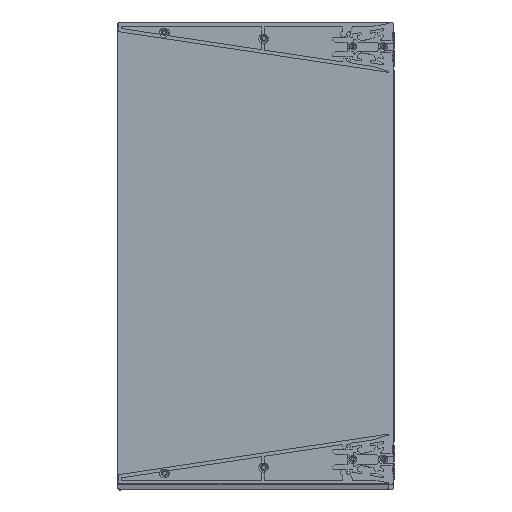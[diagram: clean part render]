
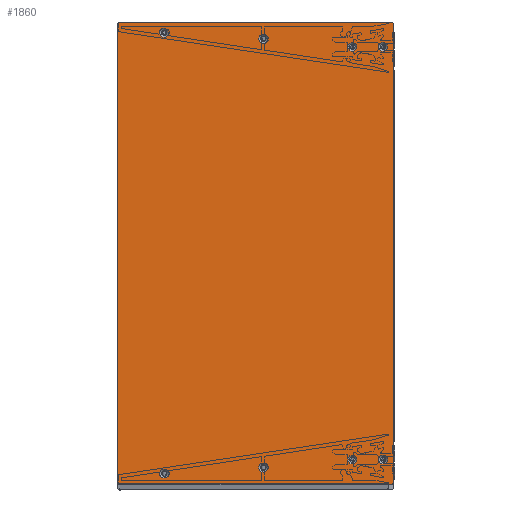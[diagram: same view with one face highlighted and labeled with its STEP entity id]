
A CAD part, top view. The second image highlights one B-rep face of the part: STEP entity #1860.
In plain terms, the highlighted planar face has unit normal (0, 0, 1).
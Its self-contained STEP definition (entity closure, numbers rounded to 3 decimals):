
#1860=ADVANCED_FACE('',(#4809,#4810,#4811,#4812,#4813,#4814,#4815,#4816,#4817),#4818,.T.);
#4809=FACE_BOUND('',#7985,.T.);
#4810=FACE_BOUND('',#7986,.T.);
#4811=FACE_BOUND('',#7987,.T.);
#4812=FACE_BOUND('',#7988,.T.);
#4813=FACE_BOUND('',#7989,.T.);
#4814=FACE_BOUND('',#7990,.T.);
#4815=FACE_BOUND('',#7991,.T.);
#4816=FACE_BOUND('',#7992,.T.);
#4817=FACE_OUTER_BOUND('',#7993,.T.);
#4818=PLANE('',#7994);
#7985=EDGE_LOOP('',(#19769,#19770));
#7986=EDGE_LOOP('',(#19771,#19772));
#7987=EDGE_LOOP('',(#19773,#19774));
#7988=EDGE_LOOP('',(#19775,#19776));
#7989=EDGE_LOOP('',(#19777,#19778));
#7990=EDGE_LOOP('',(#19779,#19780));
#7991=EDGE_LOOP('',(#19781,#19782));
#7992=EDGE_LOOP('',(#19783,#19784));
#7993=EDGE_LOOP('',(#19785,#19786,#19787,#19788,#19789,#19790,#19791,#19792));
#7994=AXIS2_PLACEMENT_3D('',#19793,#19794,#19795);
#19769=ORIENTED_EDGE('',*,*,#24002,.F.);
#19770=ORIENTED_EDGE('',*,*,#24097,.F.);
#19771=ORIENTED_EDGE('',*,*,#24011,.F.);
#19772=ORIENTED_EDGE('',*,*,#24098,.F.);
#19773=ORIENTED_EDGE('',*,*,#24020,.F.);
#19774=ORIENTED_EDGE('',*,*,#24099,.F.);
#19775=ORIENTED_EDGE('',*,*,#24029,.F.);
#19776=ORIENTED_EDGE('',*,*,#24100,.F.);
#19777=ORIENTED_EDGE('',*,*,#24038,.F.);
#19778=ORIENTED_EDGE('',*,*,#24101,.F.);
#19779=ORIENTED_EDGE('',*,*,#24047,.F.);
#19780=ORIENTED_EDGE('',*,*,#24102,.F.);
#19781=ORIENTED_EDGE('',*,*,#24056,.F.);
#19782=ORIENTED_EDGE('',*,*,#24103,.F.);
#19783=ORIENTED_EDGE('',*,*,#24065,.F.);
#19784=ORIENTED_EDGE('',*,*,#24104,.F.);
#19785=ORIENTED_EDGE('',*,*,#24075,.F.);
#19786=ORIENTED_EDGE('',*,*,#24096,.F.);
#19787=ORIENTED_EDGE('',*,*,#24093,.F.);
#19788=ORIENTED_EDGE('',*,*,#24090,.F.);
#19789=ORIENTED_EDGE('',*,*,#24087,.F.);
#19790=ORIENTED_EDGE('',*,*,#24084,.F.);
#19791=ORIENTED_EDGE('',*,*,#24081,.F.);
#19792=ORIENTED_EDGE('',*,*,#24078,.F.);
#19793=CARTESIAN_POINT('',(83.477,7.942,2.0));
#19794=DIRECTION('',(0.0,0.,1.0));
#19795=DIRECTION('',(0.0,1.0,0.));
#24002=EDGE_CURVE('',#30378,#30381,#30382,.T.);
#24011=EDGE_CURVE('',#30395,#30398,#30399,.T.);
#24020=EDGE_CURVE('',#30412,#30415,#30416,.T.);
#24029=EDGE_CURVE('',#30429,#30432,#30433,.T.);
#24038=EDGE_CURVE('',#30446,#30449,#30450,.T.);
#24047=EDGE_CURVE('',#30463,#30466,#30467,.T.);
#24056=EDGE_CURVE('',#30480,#30483,#30484,.T.);
#24065=EDGE_CURVE('',#30497,#30500,#30501,.T.);
#24075=EDGE_CURVE('',#30517,#30519,#30520,.T.);
#24078=EDGE_CURVE('',#30519,#30524,#30525,.T.);
#24081=EDGE_CURVE('',#30524,#30529,#30530,.T.);
#24084=EDGE_CURVE('',#30529,#30534,#30535,.T.);
#24087=EDGE_CURVE('',#30534,#30539,#30540,.T.);
#24090=EDGE_CURVE('',#30539,#30544,#30545,.T.);
#24093=EDGE_CURVE('',#30544,#30549,#30550,.T.);
#24096=EDGE_CURVE('',#30549,#30517,#30553,.T.);
#24097=EDGE_CURVE('',#30381,#30378,#30554,.T.);
#24098=EDGE_CURVE('',#30398,#30395,#30555,.T.);
#24099=EDGE_CURVE('',#30415,#30412,#30556,.T.);
#24100=EDGE_CURVE('',#30432,#30429,#30557,.T.);
#24101=EDGE_CURVE('',#30449,#30446,#30558,.T.);
#24102=EDGE_CURVE('',#30466,#30463,#30559,.T.);
#24103=EDGE_CURVE('',#30483,#30480,#30560,.T.);
#24104=EDGE_CURVE('',#30500,#30497,#30561,.T.);
#30378=VERTEX_POINT('',#39336);
#30381=VERTEX_POINT('',#39340);
#30382=CIRCLE('',#39341,2.9);
#30395=VERTEX_POINT('',#39357);
#30398=VERTEX_POINT('',#39361);
#30399=CIRCLE('',#39362,2.9);
#30412=VERTEX_POINT('',#39378);
#30415=VERTEX_POINT('',#39382);
#30416=CIRCLE('',#39383,2.9);
#30429=VERTEX_POINT('',#39399);
#30432=VERTEX_POINT('',#39403);
#30433=CIRCLE('',#39404,2.9);
#30446=VERTEX_POINT('',#39420);
#30449=VERTEX_POINT('',#39424);
#30450=CIRCLE('',#39425,2.9);
#30463=VERTEX_POINT('',#39441);
#30466=VERTEX_POINT('',#39445);
#30467=CIRCLE('',#39446,2.9);
#30480=VERTEX_POINT('',#39462);
#30483=VERTEX_POINT('',#39466);
#30484=CIRCLE('',#39467,2.9);
#30497=VERTEX_POINT('',#39483);
#30500=VERTEX_POINT('',#39487);
#30501=CIRCLE('',#39488,2.9);
#30517=VERTEX_POINT('',#39507);
#30519=VERTEX_POINT('',#39510);
#30520=CIRCLE('',#39511,1.0);
#30524=VERTEX_POINT('',#39517);
#30525=LINE('',#39518,#39519);
#30529=VERTEX_POINT('',#39524);
#30530=CIRCLE('',#39525,1.0);
#30534=VERTEX_POINT('',#39531);
#30535=LINE('',#39532,#39533);
#30539=VERTEX_POINT('',#39538);
#30540=CIRCLE('',#39539,1.5);
#30544=VERTEX_POINT('',#39545);
#30545=LINE('',#39546,#39547);
#30549=VERTEX_POINT('',#39552);
#30550=CIRCLE('',#39553,1.5);
#30553=LINE('',#39558,#39559);
#30554=CIRCLE('',#39560,2.9);
#30555=CIRCLE('',#39561,2.9);
#30556=CIRCLE('',#39562,2.9);
#30557=CIRCLE('',#39563,2.9);
#30558=CIRCLE('',#39564,2.9);
#30559=CIRCLE('',#39565,2.9);
#30560=CIRCLE('',#39566,2.9);
#30561=CIRCLE('',#39567,2.9);
#39336=CARTESIAN_POINT('',(-64.523,-1.014,2.0));
#39340=CARTESIAN_POINT('',(-64.523,4.786,2.0));
#39341=AXIS2_PLACEMENT_3D('',#46167,#46168,#46169);
#39357=CARTESIAN_POINT('',(0.,-4.9,2.0));
#39361=CARTESIAN_POINT('',(0.,0.9,2.0));
#39362=AXIS2_PLACEMENT_3D('',#46186,#46187,#46188);
#39378=CARTESIAN_POINT('',(57.973,-10.121,2.0));
#39382=CARTESIAN_POINT('',(57.973,-4.321,2.0));
#39383=AXIS2_PLACEMENT_3D('',#46205,#46206,#46207);
#39399=CARTESIAN_POINT('',(77.973,-10.121,2.0));
#39403=CARTESIAN_POINT('',(77.973,-4.321,2.0));
#39404=AXIS2_PLACEMENT_3D('',#46224,#46225,#46226);
#39420=CARTESIAN_POINT('',(77.973,-278.794,2.0));
#39424=CARTESIAN_POINT('',(77.973,-272.994,2.0));
#39425=AXIS2_PLACEMENT_3D('',#46243,#46244,#46245);
#39441=CARTESIAN_POINT('',(57.973,-278.794,2.0));
#39445=CARTESIAN_POINT('',(57.973,-272.994,2.0));
#39446=AXIS2_PLACEMENT_3D('',#46262,#46263,#46264);
#39462=CARTESIAN_POINT('',(0.,-284.015,2.0));
#39466=CARTESIAN_POINT('',(0.,-278.215,2.0));
#39467=AXIS2_PLACEMENT_3D('',#46281,#46282,#46283);
#39483=CARTESIAN_POINT('',(-64.523,-287.901,2.0));
#39487=CARTESIAN_POINT('',(-64.523,-282.101,2.0));
#39488=AXIS2_PLACEMENT_3D('',#46300,#46301,#46302);
#39507=CARTESIAN_POINT('',(83.477,8.942,2.0));
#39510=CARTESIAN_POINT('',(84.477,7.942,2.0));
#39511=AXIS2_PLACEMENT_3D('',#46322,#46323,#46324);
#39517=CARTESIAN_POINT('',(84.477,-291.058,2.0));
#39518=CARTESIAN_POINT('',(84.477,8.942,2.0));
#39519=VECTOR('',#46327,1000.0);
#39524=CARTESIAN_POINT('',(83.477,-292.058,2.0));
#39525=AXIS2_PLACEMENT_3D('',#46332,#46333,#46334);
#39531=CARTESIAN_POINT('',(-93.523,-292.058,2.0));
#39532=CARTESIAN_POINT('',(84.477,-292.058,2.0));
#39533=VECTOR('',#46337,1000.0);
#39538=CARTESIAN_POINT('',(-95.023,-290.558,2.0));
#39539=AXIS2_PLACEMENT_3D('',#46342,#46343,#46344);
#39545=CARTESIAN_POINT('',(-95.023,7.442,2.0));
#39546=CARTESIAN_POINT('',(-95.023,-290.558,2.0));
#39547=VECTOR('',#46347,1000.0);
#39552=CARTESIAN_POINT('',(-93.523,8.942,2.0));
#39553=AXIS2_PLACEMENT_3D('',#46352,#46353,#46354);
#39558=CARTESIAN_POINT('',(-93.523,8.942,2.0));
#39559=VECTOR('',#46357,1000.0);
#39560=AXIS2_PLACEMENT_3D('',#46358,#46359,#46360);
#39561=AXIS2_PLACEMENT_3D('',#46361,#46362,#46363);
#39562=AXIS2_PLACEMENT_3D('',#46364,#46365,#46366);
#39563=AXIS2_PLACEMENT_3D('',#46367,#46368,#46369);
#39564=AXIS2_PLACEMENT_3D('',#46370,#46371,#46372);
#39565=AXIS2_PLACEMENT_3D('',#46373,#46374,#46375);
#39566=AXIS2_PLACEMENT_3D('',#46376,#46377,#46378);
#39567=AXIS2_PLACEMENT_3D('',#46379,#46380,#46381);
#46167=CARTESIAN_POINT('',(-64.523,1.886,2.0));
#46168=DIRECTION('',(0.0,0.,1.0));
#46169=DIRECTION('',(0.0,-1.0,0.));
#46186=CARTESIAN_POINT('',(0.,-2.,2.0));
#46187=DIRECTION('',(0.0,0.,1.0));
#46188=DIRECTION('',(0.0,-1.0,0.));
#46205=CARTESIAN_POINT('',(57.973,-7.221,2.0));
#46206=DIRECTION('',(0.0,0.,1.0));
#46207=DIRECTION('',(0.0,-1.0,0.));
#46224=CARTESIAN_POINT('',(77.973,-7.221,2.0));
#46225=DIRECTION('',(0.0,0.,1.0));
#46226=DIRECTION('',(0.0,-1.0,0.));
#46243=CARTESIAN_POINT('',(77.973,-275.894,2.0));
#46244=DIRECTION('',(0.0,0.,1.0));
#46245=DIRECTION('',(0.0,-1.0,0.));
#46262=CARTESIAN_POINT('',(57.973,-275.894,2.0));
#46263=DIRECTION('',(0.0,0.,1.0));
#46264=DIRECTION('',(0.0,-1.0,0.));
#46281=CARTESIAN_POINT('',(0.,-281.115,2.0));
#46282=DIRECTION('',(0.0,0.,1.0));
#46283=DIRECTION('',(0.0,-1.0,0.));
#46300=CARTESIAN_POINT('',(-64.523,-285.001,2.0));
#46301=DIRECTION('',(0.0,0.,1.0));
#46302=DIRECTION('',(0.0,-1.0,0.));
#46322=CARTESIAN_POINT('',(83.477,7.942,2.0));
#46323=DIRECTION('',(0.0,0.,-1.0));
#46324=DIRECTION('',(-1.0,0.0,0.0));
#46327=DIRECTION('',(0.,-1.0,0.));
#46332=CARTESIAN_POINT('',(83.477,-291.058,2.0));
#46333=DIRECTION('',(0.0,0.,-1.0));
#46334=DIRECTION('',(1.0,0.0,0.0));
#46337=DIRECTION('',(-1.0,0.,0.));
#46342=CARTESIAN_POINT('',(-93.523,-290.558,2.0));
#46343=DIRECTION('',(0.0,0.,-1.0));
#46344=DIRECTION('',(1.0,0.0,0.0));
#46347=DIRECTION('',(0.,1.0,0.));
#46352=CARTESIAN_POINT('',(-93.523,7.442,2.0));
#46353=DIRECTION('',(0.0,0.,-1.0));
#46354=DIRECTION('',(1.0,0.0,0.0));
#46357=DIRECTION('',(1.0,0.,0.));
#46358=CARTESIAN_POINT('',(-64.523,1.886,2.0));
#46359=DIRECTION('',(0.0,0.,1.0));
#46360=DIRECTION('',(0.0,-1.0,0.));
#46361=CARTESIAN_POINT('',(0.,-2.,2.0));
#46362=DIRECTION('',(0.0,0.,1.0));
#46363=DIRECTION('',(0.0,-1.0,0.));
#46364=CARTESIAN_POINT('',(57.973,-7.221,2.0));
#46365=DIRECTION('',(0.0,0.,1.0));
#46366=DIRECTION('',(0.0,-1.0,0.));
#46367=CARTESIAN_POINT('',(77.973,-7.221,2.0));
#46368=DIRECTION('',(0.0,0.,1.0));
#46369=DIRECTION('',(0.0,-1.0,0.));
#46370=CARTESIAN_POINT('',(77.973,-275.894,2.0));
#46371=DIRECTION('',(0.0,0.,1.0));
#46372=DIRECTION('',(0.0,-1.0,0.));
#46373=CARTESIAN_POINT('',(57.973,-275.894,2.0));
#46374=DIRECTION('',(0.0,0.,1.0));
#46375=DIRECTION('',(0.0,-1.0,0.));
#46376=CARTESIAN_POINT('',(0.,-281.115,2.0));
#46377=DIRECTION('',(0.0,0.,1.0));
#46378=DIRECTION('',(0.0,-1.0,0.));
#46379=CARTESIAN_POINT('',(-64.523,-285.001,2.0));
#46380=DIRECTION('',(0.0,0.,1.0));
#46381=DIRECTION('',(0.0,-1.0,0.));
